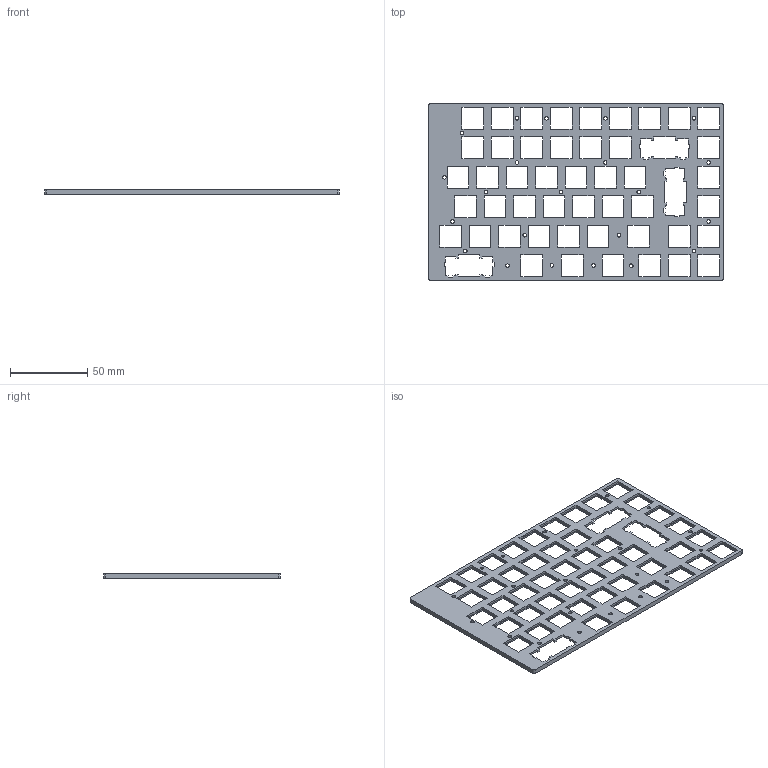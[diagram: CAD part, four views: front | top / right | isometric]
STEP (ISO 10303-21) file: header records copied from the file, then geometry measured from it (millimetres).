
FILE_DESCRIPTION(('HOOPS Exchange Step'),'2;1');
FILE_NAME('temp_export','2024-12-17T05:20:44+01:00',('juanj'),('Shapr3D Limited'),'HOOPS Exchange 2024.6','Shapr3D','Authorized');
FILE_SCHEMA( ('AP242_MANAGED_MODEL_BASED_3D_ENGINEERING_MIM_LF {1 0 10303 442 1 1 4 }') );
Length unit declared in the file: millimetre
Products named in the file (1): Plate Right
Bounding box: 190.5 x 114.3 x 3 mm (x, y, z)
Volume: 30081.9 mm3; surface area: 33895.2 mm2
Topology: 1 solids, 1 shells, 576 faces, 1578 edges, 1052 vertices
Faces by surface type: plane 550, cylinder 26
Full cylindrical faces by diameter (mm): 2.3 x22
Entity records: 18240 total; most frequent: CARTESIAN_POINT 3208, ORIENTED_EDGE 3156, DIRECTION 2788, EDGE_CURVE 1578, VECTOR 1524, LINE 1524, VERTEX_POINT 1052, EDGE_LOOP 768
